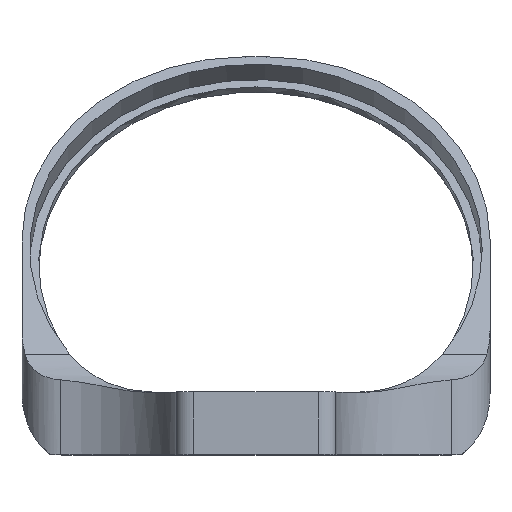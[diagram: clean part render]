
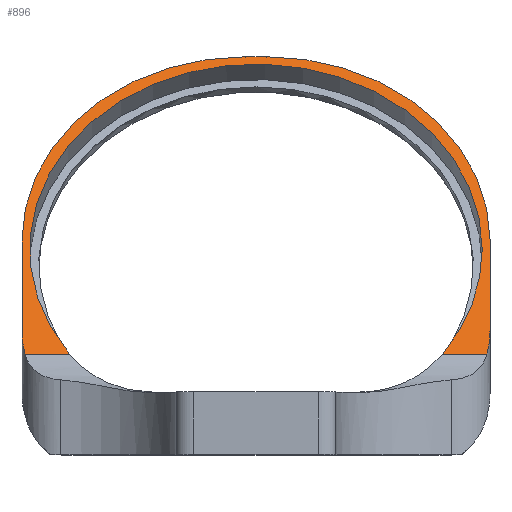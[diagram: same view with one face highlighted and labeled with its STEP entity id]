
A CAD part, top view. The second image highlights one B-rep face of the part: STEP entity #896.
In plain terms, the highlighted planar face has unit normal (0, 0.574, 0.819).
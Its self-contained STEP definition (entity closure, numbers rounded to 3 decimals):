
#61=CIRCLE('',#979,25.25);
#62=CIRCLE('',#980,25.25);
#63=CIRCLE('',#981,25.);
#64=CIRCLE('',#982,25.);
#108=LINE('',#1668,#173);
#110=LINE('',#1681,#175);
#111=LINE('',#1686,#176);
#112=LINE('',#1690,#177);
#113=LINE('',#1693,#178);
#173=VECTOR('',#1132,10.);
#175=VECTOR('',#1136,10.);
#176=VECTOR('',#1141,10.);
#177=VECTOR('',#1144,10.);
#178=VECTOR('',#1147,10.);
#216=PLANE('',#978);
#243=FACE_OUTER_BOUND('',#292,.T.);
#292=EDGE_LOOP('',(#689,#690,#691,#692,#693,#694,#695,#696,#697,#698,#699));
#333=ELLIPSE('',#958,8.717,5.);
#336=ELLIPSE('',#974,8.717,5.);
#394=VERTEX_POINT('',#1540);
#395=VERTEX_POINT('',#1553);
#418=VERTEX_POINT('',#1635);
#420=VERTEX_POINT('',#1650);
#423=VERTEX_POINT('',#1667);
#425=VERTEX_POINT('',#1680);
#426=VERTEX_POINT('',#1682);
#427=VERTEX_POINT('',#1685);
#428=VERTEX_POINT('',#1687);
#429=VERTEX_POINT('',#1689);
#430=VERTEX_POINT('',#1691);
#492=EDGE_CURVE('',#394,#395,#333,.T.);
#522=EDGE_CURVE('',#420,#418,#336,.T.);
#526=EDGE_CURVE('',#418,#423,#108,.T.);
#529=EDGE_CURVE('',#425,#394,#110,.T.);
#530=EDGE_CURVE('',#425,#426,#61,.T.);
#531=EDGE_CURVE('',#426,#423,#62,.T.);
#532=EDGE_CURVE('',#427,#420,#111,.T.);
#533=EDGE_CURVE('',#428,#427,#63,.T.);
#534=EDGE_CURVE('',#428,#429,#112,.T.);
#535=EDGE_CURVE('',#430,#429,#64,.T.);
#536=EDGE_CURVE('',#395,#430,#113,.T.);
#689=ORIENTED_EDGE('',*,*,#492,.F.);
#690=ORIENTED_EDGE('',*,*,#529,.F.);
#691=ORIENTED_EDGE('',*,*,#530,.T.);
#692=ORIENTED_EDGE('',*,*,#531,.T.);
#693=ORIENTED_EDGE('',*,*,#526,.F.);
#694=ORIENTED_EDGE('',*,*,#522,.F.);
#695=ORIENTED_EDGE('',*,*,#532,.F.);
#696=ORIENTED_EDGE('',*,*,#533,.F.);
#697=ORIENTED_EDGE('',*,*,#534,.T.);
#698=ORIENTED_EDGE('',*,*,#535,.F.);
#699=ORIENTED_EDGE('',*,*,#536,.F.);
#896=ADVANCED_FACE('',(#243),#216,.T.);
#958=AXIS2_PLACEMENT_3D('',#1554,#1078,#1079);
#974=AXIS2_PLACEMENT_3D('',#1652,#1123,#1124);
#978=AXIS2_PLACEMENT_3D('',#1679,#1134,#1135);
#979=AXIS2_PLACEMENT_3D('',#1683,#1137,#1138);
#980=AXIS2_PLACEMENT_3D('',#1684,#1139,#1140);
#981=AXIS2_PLACEMENT_3D('',#1688,#1142,#1143);
#982=AXIS2_PLACEMENT_3D('',#1692,#1145,#1146);
#1078=DIRECTION('center_axis',(0.,-0.574,
-0.819));
#1079=DIRECTION('ref_axis',(0.,0.819,-0.574));
#1123=DIRECTION('center_axis',(0.,-0.574,
-0.819));
#1124=DIRECTION('ref_axis',(0.,0.819,-0.574));
#1132=DIRECTION('',(-1.,0.,0.));
#1134=DIRECTION('center_axis',(0.,0.574,
0.819));
#1135=DIRECTION('ref_axis',(0.,-0.819,0.574));
#1136=DIRECTION('',(-1.,0.,0.));
#1137=DIRECTION('center_axis',(0.,-0.574,
-0.819));
#1138=DIRECTION('ref_axis',(-1.,0.,0.));
#1139=DIRECTION('center_axis',(0.,-0.574,
-0.819));
#1140=DIRECTION('ref_axis',(-1.,0.,0.));
#1141=DIRECTION('',(0.,-0.819,0.574));
#1142=DIRECTION('center_axis',(0.,-0.574,
-0.819));
#1143=DIRECTION('ref_axis',(0.707,0.579,-0.406));
#1144=DIRECTION('',(-1.,0.,0.));
#1145=DIRECTION('center_axis',(0.,-0.574,
-0.819));
#1146=DIRECTION('ref_axis',(-0.707,0.579,-0.406));
#1147=DIRECTION('',(0.,0.819,-0.574));
#1540=CARTESIAN_POINT('',(-25.773,11.264,-28.486));
#1553=CARTESIAN_POINT('',(-26.118,13.869,-30.31));
#1554=CARTESIAN_POINT('Origin',(-21.118,13.869,-30.31));
#1635=CARTESIAN_POINT('',(25.773,11.264,-28.486));
#1650=CARTESIAN_POINT('',(26.118,13.869,-30.31));
#1652=CARTESIAN_POINT('Origin',(21.118,13.869,-30.31));
#1667=CARTESIAN_POINT('',(20.803,11.264,-28.486));
#1668=CARTESIAN_POINT('',(-4.434,11.264,-28.486));
#1679=CARTESIAN_POINT('Origin',(-8.868,44.489,-51.75));
#1680=CARTESIAN_POINT('',(-20.803,11.264,-28.486));
#1681=CARTESIAN_POINT('',(-4.434,11.264,-28.486));
#1682=CARTESIAN_POINT('',(25.25,22.987,-36.694));
#1683=CARTESIAN_POINT('Origin',(0.,22.987,-36.694));
#1684=CARTESIAN_POINT('Origin',(0.,22.987,-36.694));
#1685=CARTESIAN_POINT('',(26.118,24.01,-37.411));
#1686=CARTESIAN_POINT('',(26.118,7.,-25.5));
#1687=CARTESIAN_POINT('',(1.118,44.489,-51.75));
#1688=CARTESIAN_POINT('Origin',(1.118,24.01,-37.411));
#1689=CARTESIAN_POINT('',(-1.118,44.489,-51.75));
#1690=CARTESIAN_POINT('',(-8.868,44.489,-51.75));
#1691=CARTESIAN_POINT('',(-26.118,24.01,-37.411));
#1692=CARTESIAN_POINT('Origin',(-1.118,24.01,-37.411));
#1693=CARTESIAN_POINT('',(-26.118,7.,-25.5));
